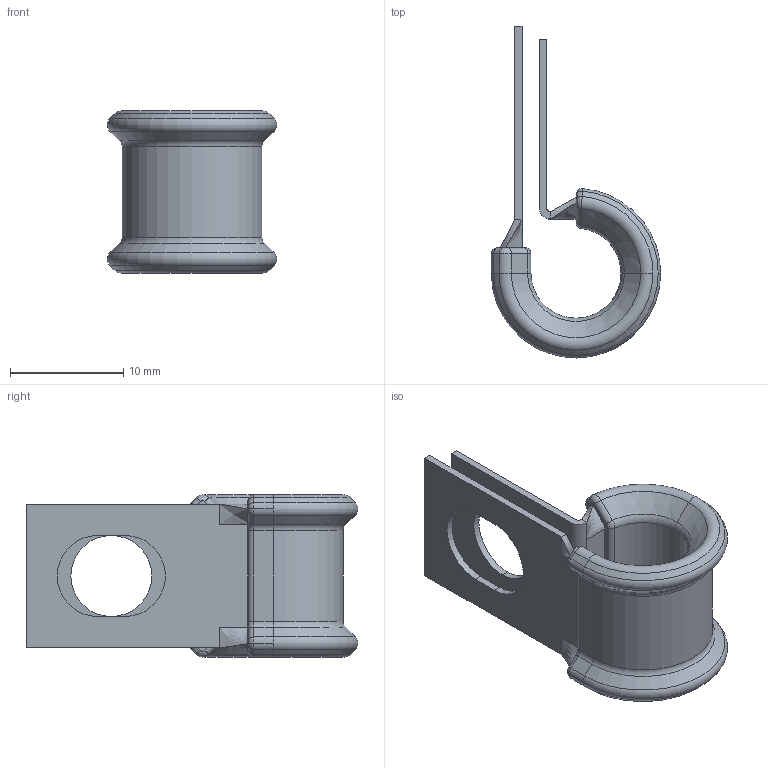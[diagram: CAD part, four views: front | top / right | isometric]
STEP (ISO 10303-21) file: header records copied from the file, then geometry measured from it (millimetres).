
FILE_DESCRIPTION (( 'STEP AP214' ), '1' );
FILE_NAME ('CFV0609Z2.step', '2018-10-31T18:06:44', ( 'User' ), ( 'Microsoft' ), 'SwSTEP 2.0', 'SolidWorks 2018', '' );
FILE_SCHEMA (( 'AUTOMOTIVE_DESIGN' ));
Length unit declared in the file: inch
Products named in the file (1): CFV0609Z2
Bounding box: 14.94 x 29.26 x 14.3 mm (x, y, z)
Volume: 1125.8 mm3; surface area: 1816.1 mm2
Topology: 1 solids, 1 shells, 118 faces, 289 edges, 175 vertices
Faces by surface type: cylinder 31, bspline 27, torus 26, plane 25, cone 9
Entity records: 5682 total; most frequent: CARTESIAN_POINT 1674, ORIENTED_EDGE 578, DIRECTION 560, EDGE_CURVE 289, AXIS2_PLACEMENT_3D 218, VERTEX_POINT 175, CIRCLE 126, EDGE_LOOP 124
